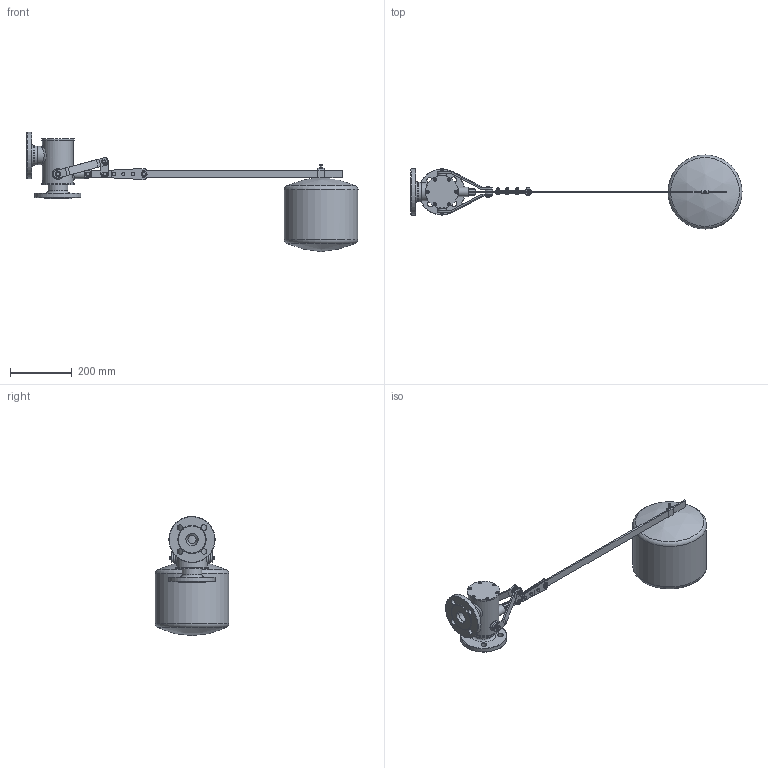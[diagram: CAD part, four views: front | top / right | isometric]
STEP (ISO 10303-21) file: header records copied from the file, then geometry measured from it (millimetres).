
FILE_DESCRIPTION(/* description */ (''),/* implementation_level */ '2;1');
FILE_NAME(/* name */ '007206-F.stp',/* time_stamp */ '2016-03-07T14:28:01+01:00',/* author */ ('powierski'),/* organization */ (''),/* preprocessor_version */ 'ST-DEVELOPER v15.6',/* originating_system */ 'Autodesk Inventor 2015',/* authorisation */ '');
FILE_SCHEMA (('AUTOMOTIVE_DESIGN { 1 0 10303 214 3 1 1 }'));
Length unit declared in the file: millimetre
Products named in the file (1): 007206-F_step
Bounding box: 1077.51 x 240 x 386.85 mm (x, y, z)
Volume: 11602831.3 mm3; surface area: 496754.9 mm2
Topology: 7 solids, 7 shells, 869 faces, 2218 edges, 1415 vertices
Faces by surface type: plane 391, cylinder 300, cone 149, bspline 16, torus 11, sphere 2
Full cylindrical faces by diameter (mm): 5 x8, 5.5 x5, 6 x10, 6.2 x4, 6.4 x4, 8 x4, 9 x6, 10 x12, 10.15 x10, 10.2 x10, 12 x1, 18 x12, 18.6 x2, 26.7 x1, 27 x2, 30 x1, 40 x2, 59 x1, 64 x2, 88 x2, 100 x1, 105 x2, 150 x2, 240 x1
Entity records: 28121 total; most frequent: CARTESIAN_POINT 7020, DIRECTION 4199, ORIENTED_EDGE 3968, EDGE_CURVE 1975, AXIS2_PLACEMENT_3D 1693, VERTEX_POINT 1332, EDGE_LOOP 1146, STYLED_ITEM 869
